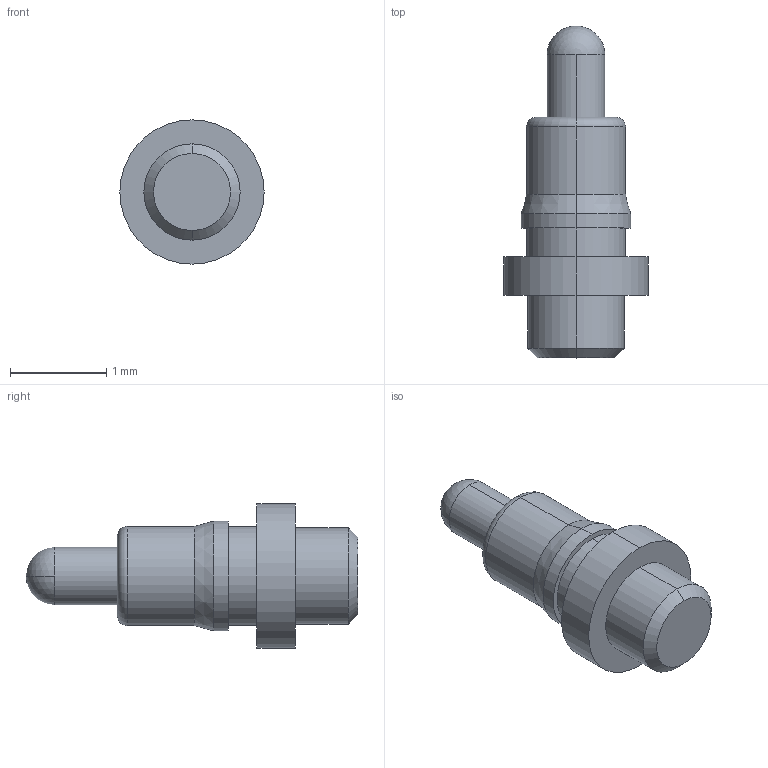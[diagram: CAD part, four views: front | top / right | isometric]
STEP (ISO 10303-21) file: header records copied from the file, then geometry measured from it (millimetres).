
FILE_DESCRIPTION (( 'STEP AP214' ), '1' );
FILE_NAME ('P70-6000045R.STEP', '2020-05-05T08:25:18', ( '' ), ( '' ), 'SwSTEP 2.0', 'SolidWorks 2020', '' );
FILE_SCHEMA (( 'AUTOMOTIVE_DESIGN' ));
Length unit declared in the file: millimetre
Products named in the file (1): P70-6000045R
Bounding box: 1.5 x 3.45 x 1.5 mm (x, y, z)
Volume: 2.7 mm3; surface area: 13.6 mm2
Topology: 1 solids, 1 shells, 25 faces, 52 edges, 31 vertices
Faces by surface type: cylinder 12, plane 5, cone 4, torus 2, sphere 2
Entity records: 971 total; most frequent: DIRECTION 136, CARTESIAN_POINT 107, ORIENTED_EDGE 100, AXIS2_PLACEMENT_3D 60, EDGE_CURVE 50, CIRCLE 34, VERTEX_POINT 31, EDGE_LOOP 29
